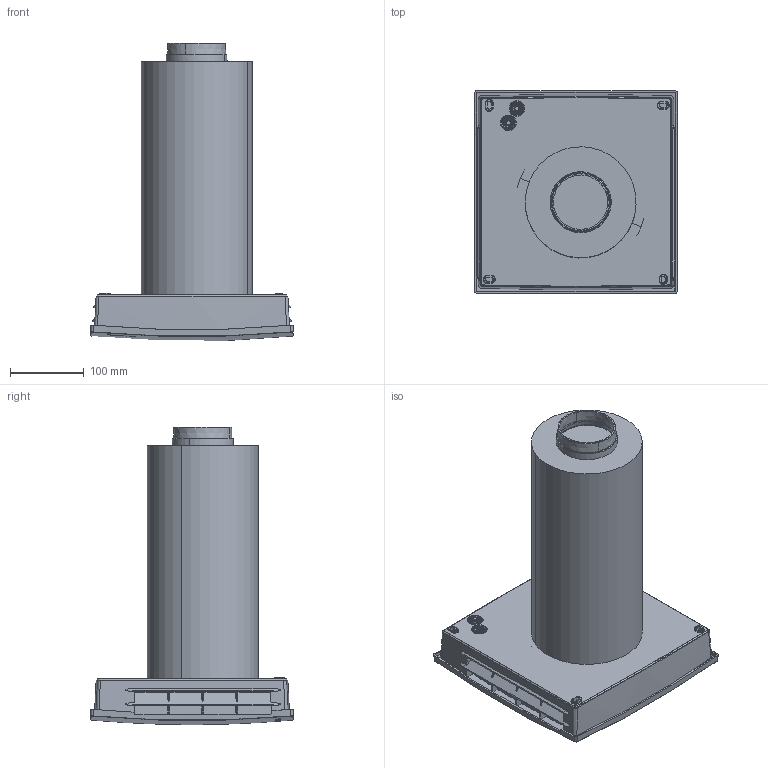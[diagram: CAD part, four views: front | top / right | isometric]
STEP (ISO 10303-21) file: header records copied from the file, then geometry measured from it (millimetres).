
FILE_DESCRIPTION(('Creo Elements/Direct Modeling STEP Export'),'2;1');
FILE_NAME('0095.0245-0246.0000 3D-Daten PPB 30 O u. K.stp','2018-01-19T15:51:42',(''),(''),'PTC Creo Elements/Direct Modeling STEP processor for AP214 (Solid Model)','PTC Creo Elements/Direct Modeling 19.0C 15-Aug-2015 (C) Parametric Technology GmbH','');
FILE_SCHEMA(('AUTOMOTIVE_DESIGN { 1 0 10303 214 1 1 1 1 }'));
Length unit declared in the file: millimetre
Products named in the file (2): 0059.1522.0000_Innengehäuse-PPB30
Assembly tree (1 placements, depth 2):
  0059.1522.0000_Innengehäuse-PPB30
    0059.1522.0000_Innengehäuse-PPB30
Bounding box: 275.01 x 275.01 x 403.39 mm (x, y, z)
Volume: 9522540.9 mm3; surface area: 446102.1 mm2
Topology: 1 solids, 16 shells, 538 faces, 1392 edges, 898 vertices
Faces by surface type: plane 213, cylinder 103, cone 96, torus 62, bspline 52, sphere 12
Entity records: 36675 total; most frequent: CARTESIAN_POINT 24372, ORIENTED_EDGE 2752, DIRECTION 2200, EDGE_CURVE 1376, VERTEX_POINT 898, AXIS2_PLACEMENT_3D 799, VECTOR 602, LINE 602
